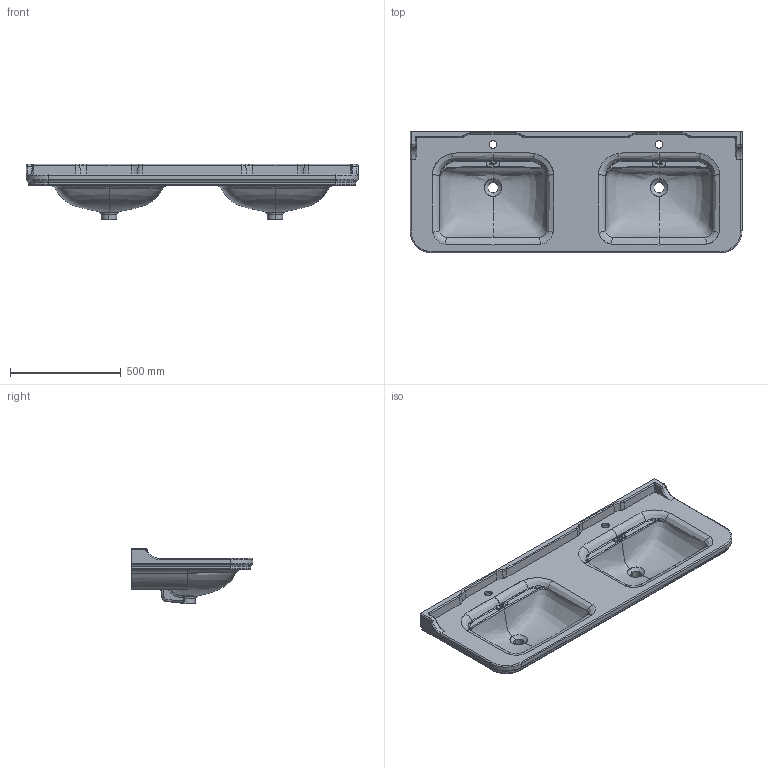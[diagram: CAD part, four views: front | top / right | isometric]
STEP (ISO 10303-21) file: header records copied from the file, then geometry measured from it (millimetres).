
FILE_DESCRIPTION(/* description */ (''),/* implementation_level */ '2;1');
FILE_NAME(/* name */ '4143waldorf-lavabo-150-cm-was- basin-150',/* time_stamp */ '2014-10-28T12:36:14+01:00',/* author */ (''),/* organization */ (''),/* preprocessor_version */ 'ST-DEVELOPER v10',/* originating_system */ '',/* authorisation */ '');
FILE_SCHEMA (('CONFIG_CONTROL_DESIGN'));
Products named in the file (1): 1
Bounding box: 1500 x 550 x 250 mm (x, y, z)
Volume: 15457.7 mm3; surface area: 2513184.9 mm2
Topology: 4 solids, 6 shells, 645 faces, 1709 edges, 999 vertices
Faces by surface type: bspline 536, plane 109
Entity records: 255144 total; most frequent: CARTESIAN_POINT 245440, ORIENTED_EDGE 3237, EDGE_CURVE 1696, B_SPLINE_CURVE_WITH_KNOTS 1142, VERTEX_POINT 992, EDGE_LOOP 665, ADVANCED_FACE 645, FACE_OUTER_BOUND 645
